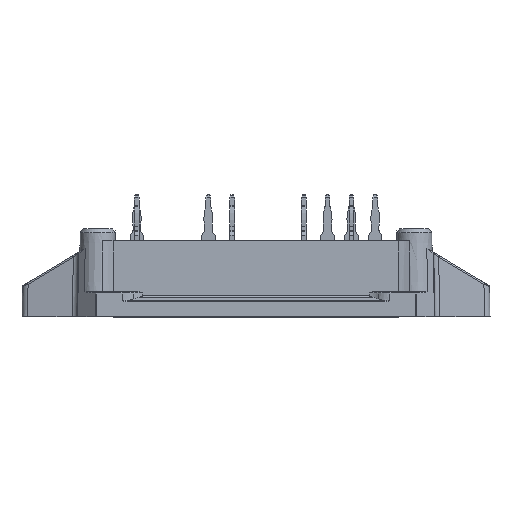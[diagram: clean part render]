
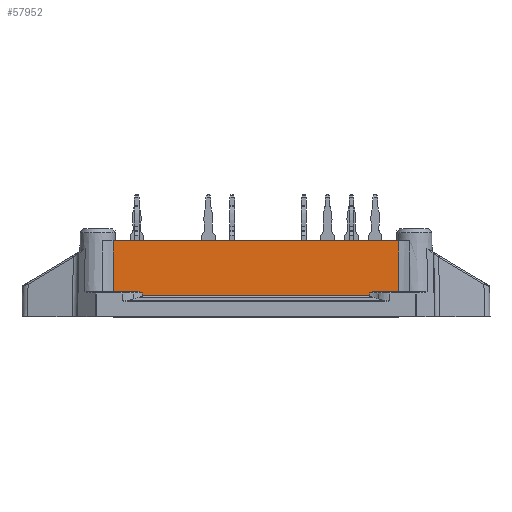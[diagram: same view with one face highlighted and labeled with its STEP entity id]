
A CAD part, front view. The second image highlights one B-rep face of the part: STEP entity #57952.
In plain terms, the highlighted planar face has unit normal (0, -1, 0.018).
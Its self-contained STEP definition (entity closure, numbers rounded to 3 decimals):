
#1626=PLANE('',#61502);
#4682=LINE('',#81823,#8518);
#4683=LINE('',#81856,#8519);
#4689=LINE('',#81926,#8525);
#5915=LINE('',#85644,#9751);
#8518=VECTOR('',#66342,1000.);
#8519=VECTOR('',#66353,1000.);
#8525=VECTOR('',#66381,1000.);
#9751=VECTOR('',#70063,1000.);
#17175=ORIENTED_EDGE('',*,*,#25403,.T.);
#17176=ORIENTED_EDGE('',*,*,#25402,.T.);
#17177=ORIENTED_EDGE('',*,*,#25399,.T.);
#17178=ORIENTED_EDGE('',*,*,#25397,.T.);
#17179=ORIENTED_EDGE('',*,*,#25395,.F.);
#17180=ORIENTED_EDGE('',*,*,#27229,.T.);
#17181=ORIENTED_EDGE('',*,*,#27230,.T.);
#17182=ORIENTED_EDGE('',*,*,#27231,.T.);
#17183=ORIENTED_EDGE('',*,*,#25417,.T.);
#17184=ORIENTED_EDGE('',*,*,#25390,.T.);
#25390=EDGE_CURVE('',#30876,#30877,#33860,.T.);
#25395=EDGE_CURVE('',#30879,#30880,#4682,.F.);
#25397=EDGE_CURVE('',#30881,#30880,#33862,.T.);
#25399=EDGE_CURVE('',#30882,#30881,#33863,.T.);
#25402=EDGE_CURVE('',#30883,#30882,#4683,.F.);
#25403=EDGE_CURVE('',#30877,#30883,#33866,.T.);
#25417=EDGE_CURVE('',#30890,#30876,#4689,.F.);
#27229=EDGE_CURVE('',#30879,#32049,#33884,.T.);
#27230=EDGE_CURVE('',#32049,#32050,#5915,.F.);
#27231=EDGE_CURVE('',#32050,#30890,#33885,.T.);
#30876=VERTEX_POINT('',#81811);
#30877=VERTEX_POINT('',#81812);
#30879=VERTEX_POINT('',#81822);
#30880=VERTEX_POINT('',#81824);
#30881=VERTEX_POINT('',#81834);
#30882=VERTEX_POINT('',#81841);
#30883=VERTEX_POINT('',#81855);
#30890=VERTEX_POINT('',#81927);
#32049=VERTEX_POINT('',#85638);
#32050=VERTEX_POINT('',#85645);
#33860=B_SPLINE_CURVE_WITH_KNOTS('',3,(#81805,#81806,#81807,#81808,#81809,
#81810),.UNSPECIFIED.,.F.,.F.,(4,1,1,4),(0.,0.,0.001,
0.001),.UNSPECIFIED.);
#33862=B_SPLINE_CURVE_WITH_KNOTS('',3,(#81827,#81828,#81829,#81830,#81831,
#81832,#81833),.UNSPECIFIED.,.F.,.F.,(4,1,1,1,4),(0.,
0.,0.,0.,0.001),
 .UNSPECIFIED.);
#33863=B_SPLINE_CURVE_WITH_KNOTS('',3,(#81837,#81838,#81839,#81840),
 .UNSPECIFIED.,.F.,.F.,(4,4),(0.001,0.001),
 .UNSPECIFIED.);
#33866=B_SPLINE_CURVE_WITH_KNOTS('',3,(#81858,#81859,#81860,#81861),
 .UNSPECIFIED.,.F.,.F.,(4,4),(0.,0.001),
 .UNSPECIFIED.);
#33884=B_SPLINE_CURVE_WITH_KNOTS('',3,(#85639,#85640,#85641,#85642),
 .UNSPECIFIED.,.F.,.F.,(4,4),(0.,0.007),
 .UNSPECIFIED.);
#33885=B_SPLINE_CURVE_WITH_KNOTS('',3,(#85646,#85647,#85648,#85649),
 .UNSPECIFIED.,.F.,.F.,(4,4),(0.,0.007),.UNSPECIFIED.);
#35209=EDGE_LOOP('',(#17175,#17176,#17177,#17178,#17179,#17180,#17181,#17182,
#17183,#17184));
#37813=FACE_BOUND('',#35209,.T.);
#57952=ADVANCED_FACE('',(#37813),#1626,.T.);
#61502=AXIS2_PLACEMENT_3D('',#85643,#70061,#70062);
#66342=DIRECTION('',(1.,0.,0.));
#66353=DIRECTION('',(-1.,0.,0.));
#66381=DIRECTION('',(-1.,0.,0.));
#70061=DIRECTION('',(0.,-1.,0.017));
#70062=DIRECTION('',(0.,0.017,1.));
#70063=DIRECTION('',(1.,0.,0.));
#81805=CARTESIAN_POINT('',(-15.909,-16.221,3.4));
#81806=CARTESIAN_POINT('',(-15.794,-16.221,3.4));
#81807=CARTESIAN_POINT('',(-15.619,-16.222,3.378));
#81808=CARTESIAN_POINT('',(-15.415,-16.223,3.31));
#81809=CARTESIAN_POINT('',(-15.277,-16.224,3.262));
#81810=CARTESIAN_POINT('',(-15.277,-16.225,3.203));
#81811=CARTESIAN_POINT('',(-15.909,-16.221,3.4));
#81812=CARTESIAN_POINT('',(-15.277,-16.225,3.203));
#81822=CARTESIAN_POINT('',(19.136,-16.221,3.4));
#81823=CARTESIAN_POINT('',(-26.5,-16.221,3.4));
#81824=CARTESIAN_POINT('',(15.909,-16.221,3.4));
#81827=CARTESIAN_POINT('',(15.277,-16.225,3.203));
#81828=CARTESIAN_POINT('',(15.277,-16.224,3.233));
#81829=CARTESIAN_POINT('',(15.331,-16.223,3.273));
#81830=CARTESIAN_POINT('',(15.431,-16.223,3.319));
#81831=CARTESIAN_POINT('',(15.627,-16.222,3.377));
#81832=CARTESIAN_POINT('',(15.794,-16.221,3.4));
#81833=CARTESIAN_POINT('',(15.909,-16.221,3.4));
#81834=CARTESIAN_POINT('',(15.277,-16.225,3.203));
#81837=CARTESIAN_POINT('',(15.277,-16.231,2.822));
#81838=CARTESIAN_POINT('',(15.277,-16.229,2.949));
#81839=CARTESIAN_POINT('',(15.277,-16.227,3.076));
#81840=CARTESIAN_POINT('',(15.277,-16.225,3.203));
#81841=CARTESIAN_POINT('',(15.277,-16.231,2.822));
#81855=CARTESIAN_POINT('',(-15.277,-16.231,2.822));
#81856=CARTESIAN_POINT('',(15.276,-16.231,2.822));
#81858=CARTESIAN_POINT('',(-15.277,-16.225,3.203));
#81859=CARTESIAN_POINT('',(-15.277,-16.227,3.076));
#81860=CARTESIAN_POINT('',(-15.277,-16.229,2.949));
#81861=CARTESIAN_POINT('',(-15.277,-16.231,2.822));
#81926=CARTESIAN_POINT('',(-26.5,-16.221,3.4));
#81927=CARTESIAN_POINT('',(-19.136,-16.221,3.4));
#85638=CARTESIAN_POINT('',(19.154,-16.103,10.2));
#85639=CARTESIAN_POINT('',(19.136,-16.221,3.4));
#85640=CARTESIAN_POINT('',(19.142,-16.182,5.667));
#85641=CARTESIAN_POINT('',(19.148,-16.142,7.933));
#85642=CARTESIAN_POINT('',(19.154,-16.103,10.2));
#85643=CARTESIAN_POINT('',(-26.5,-16.23,2.9));
#85644=CARTESIAN_POINT('',(-26.5,-16.103,10.2));
#85645=CARTESIAN_POINT('',(-19.154,-16.103,10.2));
#85646=CARTESIAN_POINT('',(-19.154,-16.103,10.2));
#85647=CARTESIAN_POINT('',(-19.148,-16.142,7.933));
#85648=CARTESIAN_POINT('',(-19.142,-16.182,5.667));
#85649=CARTESIAN_POINT('',(-19.136,-16.221,3.4));
